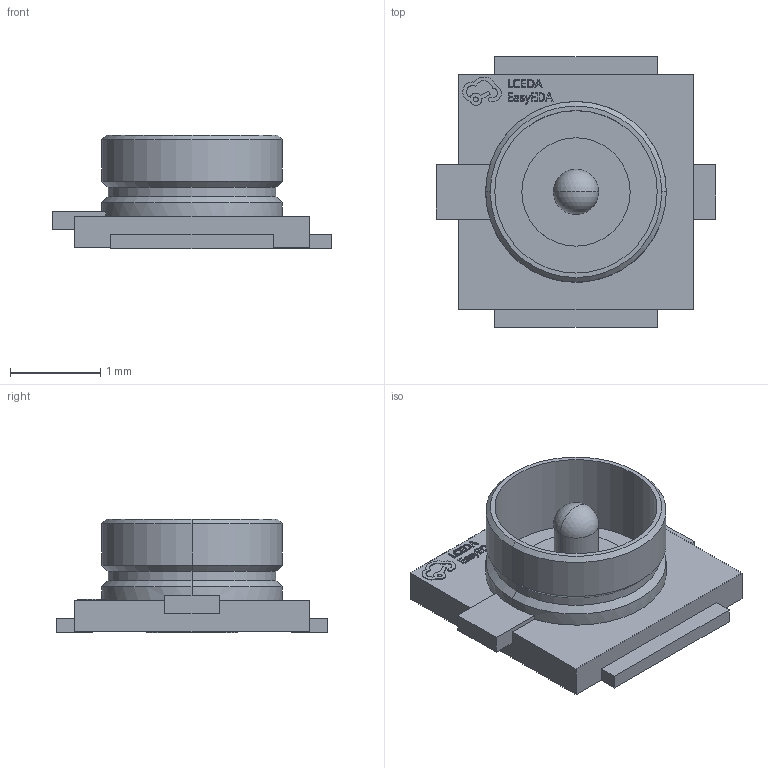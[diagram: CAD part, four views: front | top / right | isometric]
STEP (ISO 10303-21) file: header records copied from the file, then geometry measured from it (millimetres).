
FILE_DESCRIPTION (( 'STEP AP214' ), '1' );
FILE_NAME ('IPEX-SMD_3P-L2.6-W2.6-LS3.0.STEP', '2022-10-18T07:53:06', ( 'PC' ), ( 'Microsoft' ), 'SwSTEP 2.0', 'SolidWorks 2020', '' );
FILE_SCHEMA (( 'AUTOMOTIVE_DESIGN' ));
Length unit declared in the file: millimetre
Products named in the file (1): IPEX-SMD_3P-L2.6-W2.6-LS3.0
Bounding box: 3.1 x 3 x 1.26 mm (x, y, z)
Volume: 3.2 mm3; surface area: 32.9 mm2
Topology: 1 solids, 1 shells, 289 faces, 783 edges, 517 vertices
Faces by surface type: plane 163, bspline 98, cylinder 18, cone 6, torus 2, sphere 2
Entity records: 12720 total; most frequent: CARTESIAN_POINT 2890, ORIENTED_EDGE 1558, DIRECTION 1009, EDGE_CURVE 779, LINE 533, VECTOR 533, VERTEX_POINT 515, EDGE_LOOP 312
